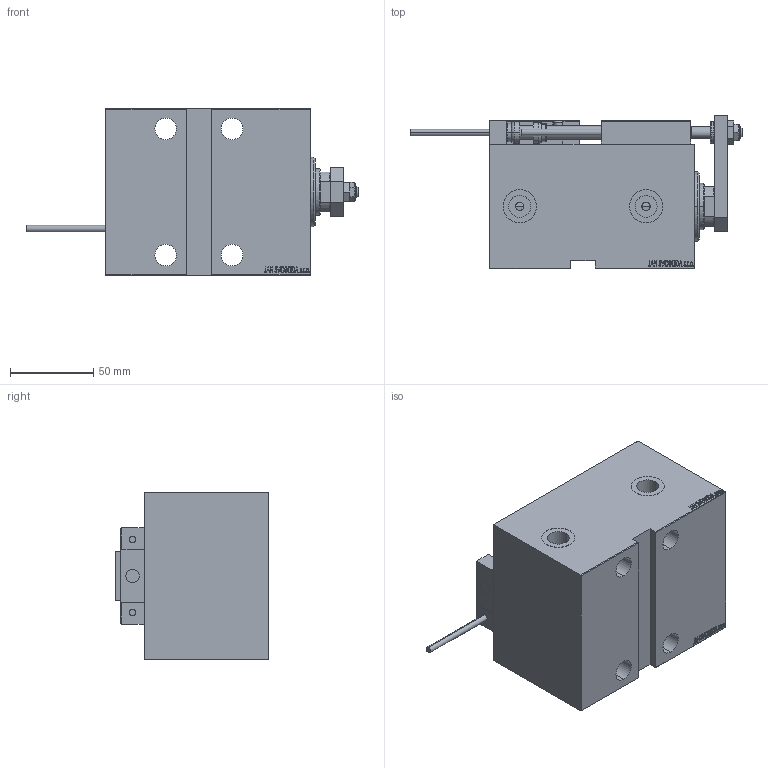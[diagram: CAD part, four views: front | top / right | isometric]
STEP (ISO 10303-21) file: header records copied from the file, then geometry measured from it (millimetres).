
FILE_DESCRIPTION (( 'STEP AP203' ), '1' );
FILE_NAME ('88f4.STEP', '2024-07-12T08:20:28', ( '' ), ( '' ), 'SwSTEP 2.0', 'SolidWorks 2019', '' );
FILE_SCHEMA (( 'CONFIG_CONTROL_DESIGN' ));
Length unit declared in the file: millimetre
Products named in the file (16): NUT_D10 4d65679dc7ab26a71b6c6aab4d3b2556; ZARAZKA 4d65679dc7ab26a71b6c6aab4d3b2556; SWITCH X 4d65679dc7ab26a71b6c6aab4d3b2556; V450CM_VC_B 4d65679dc7ab26a71b6c6aab4d3b2556; KONCOVKA 4d65679dc7ab26a71b6c6aab4d3b2556; MAGNET 4d65679dc7ab26a71b6c6aab4d3b2556; TYC_L79 4d65679dc7ab26a71b6c6aab4d3b2556; Block 4d65679dc7ab26a71b6c6aab4d3b2556; ALLEN BOLT D5 4d65679dc7ab26a71b6c6aab4d3b2556; V450CM_E_Body 4d65679dc7ab26a71b6c6aab4d3b2556; SWITCH DIM B,W 4d65679dc7ab26a71b6c6aab4d3b2556; SWITCH_X_FRONT_BACK 4d65679dc7ab26a71b6c6aab4d3b2556; V450CM_E_VCP 4d65679dc7ab26a71b6c6aab4d3b2556; 88f4; ALLEN BOLT D8 4d65679dc7ab26a71b6c6aab4d3b2556; NUT_D12 4d65679dc7ab26a71b6c6aab4d3b2556
Assembly tree (25 placements, depth 3):
  88f4
    V450CM_E_Body 4d65679dc7ab26a71b6c6aab4d3b2556
    V450CM_E_VCP 4d65679dc7ab26a71b6c6aab4d3b2556
    V450CM_VC_B 4d65679dc7ab26a71b6c6aab4d3b2556
    SWITCH X 4d65679dc7ab26a71b6c6aab4d3b2556
      SWITCH_X_FRONT_BACK 4d65679dc7ab26a71b6c6aab4d3b2556  x2
      TYC_L79 4d65679dc7ab26a71b6c6aab4d3b2556
      Block 4d65679dc7ab26a71b6c6aab4d3b2556  x2
      ALLEN BOLT D5 4d65679dc7ab26a71b6c6aab4d3b2556  x4
      ALLEN BOLT D8 4d65679dc7ab26a71b6c6aab4d3b2556  x4
      MAGNET 4d65679dc7ab26a71b6c6aab4d3b2556  x2
      KONCOVKA 4d65679dc7ab26a71b6c6aab4d3b2556  x2
    SWITCH DIM B,W 4d65679dc7ab26a71b6c6aab4d3b2556
    ZARAZKA 4d65679dc7ab26a71b6c6aab4d3b2556
    NUT_D10 4d65679dc7ab26a71b6c6aab4d3b2556
    NUT_D12 4d65679dc7ab26a71b6c6aab4d3b2556
Bounding box: 199.7 x 92.5 x 100 mm (x, y, z)
Volume: 856811.4 mm3; surface area: 147662.9 mm2
Topology: 24 solids, 24 shells, 1293 faces, 3102 edges, 1982 vertices
Faces by surface type: plane 570, bspline 380, cylinder 182, cone 113, torus 44, sphere 4
Entity records: 50195 total; most frequent: CARTESIAN_POINT 25551, ORIENTED_EDGE 5224, DIRECTION 3499, EDGE_CURVE 2612, VERTEX_POINT 1706, LINE 1511, VECTOR 1511, EDGE_LOOP 1202
